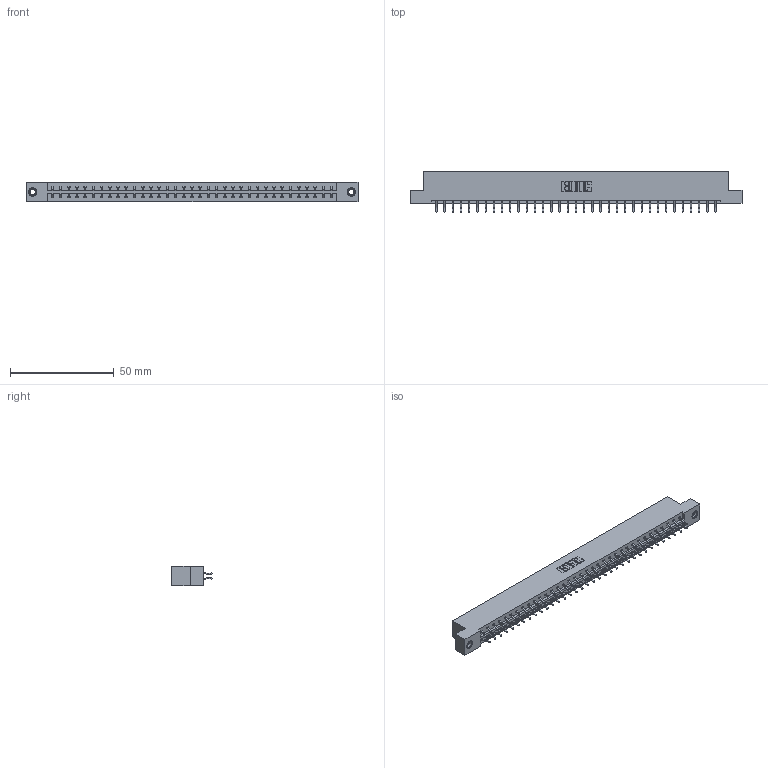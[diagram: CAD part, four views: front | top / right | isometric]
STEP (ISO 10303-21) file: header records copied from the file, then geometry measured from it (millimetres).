
FILE_DESCRIPTION (( 'STEP AP203' ), '1' );
FILE_NAME ('833-070-556-207.STEP', '2020-06-05T13:00:30', ( '' ), ( '' ), 'SwSTEP 2.0', 'SolidWorks 2020', '' );
FILE_SCHEMA (( 'CONFIG_CONTROL_DESIGN' ));
Length unit declared in the file: inch
Products named in the file (4): 833 Part_Flush - .156 Dia - TI; 833-070-556-207; 345-292-001_556 Tail; 345-250-001_345-250-005-103
Assembly tree (73 placements, depth 2):
  833-070-556-207
    833 Part_Flush - .156 Dia - TI
    345-292-001_556 Tail  x70
    345-250-001_345-250-005-103  x2
Bounding box: 160.22 x 19.57 x 9.4 mm (x, y, z)
Volume: 16276.1 mm3; surface area: 19132.3 mm2
Topology: 73 solids, 73 shells, 4234 faces, 12557 edges, 8270 vertices
Faces by surface type: plane 2902, cylinder 1316, cone 12, torus 4
Entity records: 24828 total; most frequent: CARTESIAN_POINT 4121, ORIENTED_EDGE 4038, DIRECTION 3553, EDGE_CURVE 2019, VECTOR 1863, LINE 1863, VERTEX_POINT 1340, AXIS2_PLACEMENT_3D 845
